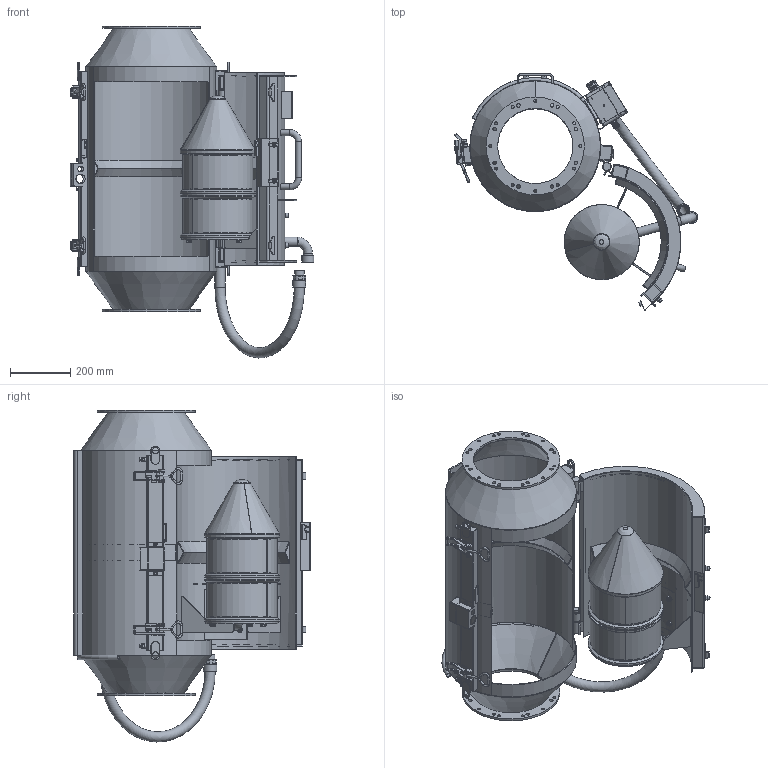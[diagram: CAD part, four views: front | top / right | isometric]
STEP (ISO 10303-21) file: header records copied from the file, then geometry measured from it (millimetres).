
FILE_DESCRIPTION(/* description */ (''),/* implementation_level */ '2;1');
FILE_NAME(/* name */ 'SPAB000063 - Customer.stp',/* time_stamp */ '2014-02-17T10:30:44+01:00',/* author */ ('bs'),/* organization */ (''),/* preprocessor_version */ 'ST-DEVELOPER v15.2',/* originating_system */ 'Autodesk Inventor 2014',/* authorisation */ '');
FILE_SCHEMA (('AUTOMOTIVE_DESIGN { 1 0 10303 214 3 1 1 }'));
Length unit declared in the file: millimetre
Products named in the file (1): SPAB000063 - Customer
Bounding box: 810.67 x 785.92 x 1103.94 mm (x, y, z)
Volume: 11683945.4 mm3; surface area: 5733073.7 mm2
Topology: 7 solids, 7 shells, 6472 faces, 17105 edges, 11129 vertices
Faces by surface type: plane 3991, bspline 1306, cylinder 734, cone 293, torus 137, sphere 11
Full cylindrical faces by diameter (mm): 2.459 x2, 3 x4, 3.242 x6, 3.3 x2, 3.5 x4, 4 x9, 4.917 x16, 6 x10, 6.5 x4, 6.647 x3, 7 x12, 7.5 x4, 8 x12, 8.1 x2, 8.376 x3, 8.4 x2, 9 x15, 9.188 x3, 10 x47, 10.5 x1, 11.5 x20, 11.6 x4, 12 x15, 13 x8, 13.5 x3, 14 x2, 15 x15, 15.4 x3, 16 x8, 18 x2
Entity records: 214052 total; most frequent: CARTESIAN_POINT 58003, ORIENTED_EDGE 33054, DIRECTION 25993, EDGE_CURVE 16518, LINE 11027, VECTOR 11027, VERTEX_POINT 10976, EDGE_LOOP 7669
